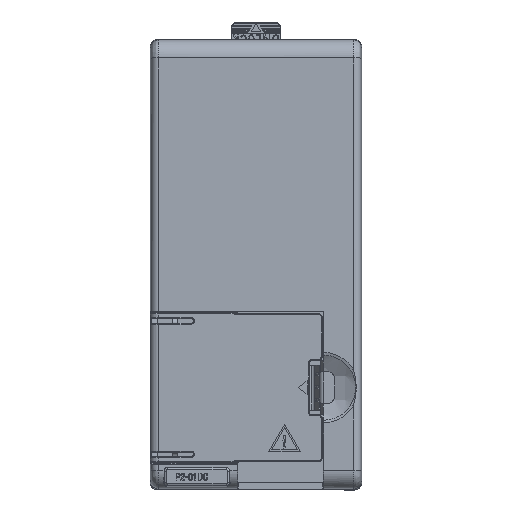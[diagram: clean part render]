
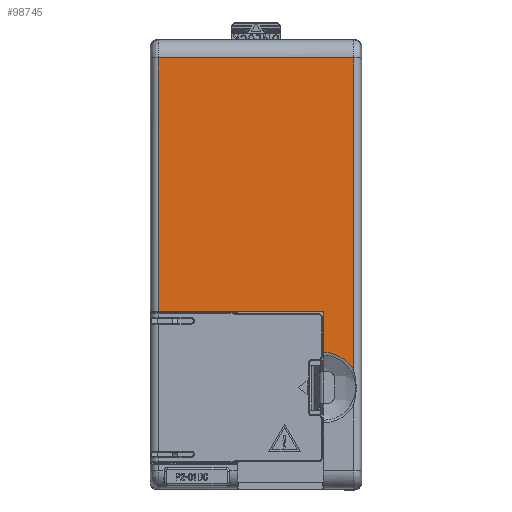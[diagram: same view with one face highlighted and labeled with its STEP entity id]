
A CAD part, top view. The second image highlights one B-rep face of the part: STEP entity #98745.
In plain terms, the highlighted planar face has unit normal (0, 0, 1).
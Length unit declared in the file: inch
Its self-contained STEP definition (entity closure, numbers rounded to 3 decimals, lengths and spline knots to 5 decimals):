
#579 = CARTESIAN_POINT ( 'NONE',  ( 0.83575, -1.59103, -0.00002 ) ) ;
#4088 = EDGE_CURVE ( 'NONE', #104972, #87680, #124801, .T. ) ;
#10386 = CARTESIAN_POINT ( 'NONE',  ( 0.83575, -1.59103, -0.00002 ) ) ;
#10808 = VERTEX_POINT ( 'NONE', #62687 ) ;
#11454 = CARTESIAN_POINT ( 'NONE',  ( 0.71334, -1.47021, -0.00002 ) ) ;
#11930 = CARTESIAN_POINT ( 'NONE',  ( 0.64414, -1.44295, -0.00002 ) ) ;
#12906 = CARTESIAN_POINT ( 'NONE',  ( 0.76512, -1.50507, -0.00002 ) ) ;
#13000 = PLANE ( 'NONE',  #81050 ) ;
#14096 = ORIENTED_EDGE ( 'NONE', *, *, #26817, .T. ) ;
#14384 = ORIENTED_EDGE ( 'NONE', *, *, #4088, .T. ) ;
#20399 = CARTESIAN_POINT ( 'NONE',  ( 0.5836, -1.43319, -0.00002 ) ) ;
#22370 = CARTESIAN_POINT ( 'NONE',  ( 0.77561, -1.51428, -0.00002 ) ) ;
#24904 = DIRECTION ( 'NONE',  ( 0., 1., 0. ) ) ;
#26817 = EDGE_CURVE ( 'NONE', #39729, #85377, #124652, .T. ) ;
#27177 = EDGE_CURVE ( 'NONE', #103407, #10808, #113863, .T. ) ;
#28327 = CARTESIAN_POINT ( 'NONE',  ( 0.62941, -1.07221, -0.00002 ) ) ;
#29125 = ORIENTED_EDGE ( 'NONE', *, *, #56739, .T. ) ;
#32278 = CARTESIAN_POINT ( 'NONE',  ( 0.63964, -1.44181, -0.00002 ) ) ;
#36312 = CARTESIAN_POINT ( 'NONE',  ( 0.57112, -1.07221, -0.00002 ) ) ;
#37778 = VECTOR ( 'NONE', #64379, 39.37008 ) ;
#39729 = VERTEX_POINT ( 'NONE', #36312 ) ;
#40356 = LINE ( 'NONE', #107570, #84762 ) ;
#41563 = EDGE_CURVE ( 'NONE', #85377, #104972, #43000, .T. ) ;
#43000 = B_SPLINE_CURVE_WITH_KNOTS ( 'NONE', 3,
 ( #54146, #20399, #111022, #43178, #88785, #32278, #55599, #91201, #11930, #136303, #57530, #68942, #57067, #11454, #101570, #58562, #91682, #68453, #12906, #22370, #114465, #46125, #579 ),
 .UNSPECIFIED., .F., .F.,
 ( 4, 1, 1, 1, 1, 2, 2, 1, 1, 1, 2, 2, 2, 2, 4 ),
 ( 0., 0.125, 0.1875, 0.21875, 0.23438, 0.24219, 0.25, 0.375, 0.4375, 0.46875, 0.48437, 0.5, 0.625, 0.75, 1. ),
 .UNSPECIFIED. ) ;
#43178 = CARTESIAN_POINT ( 'NONE',  ( 0.62364, -1.43824, -0.00002 ) ) ;
#46125 = CARTESIAN_POINT ( 'NONE',  ( 0.82182, -1.56616, -0.00002 ) ) ;
#49705 = DIRECTION ( 'NONE',  ( -1., 0., 0. ) ) ;
#54146 = CARTESIAN_POINT ( 'NONE',  ( 0.57112, -1.43299, -0.00002 ) ) ;
#55599 = CARTESIAN_POINT ( 'NONE',  ( 0.64192, -1.44238, -0.00002 ) ) ;
#56739 = EDGE_CURVE ( 'NONE', #10808, #39729, #96158, .T. ) ;
#57067 = CARTESIAN_POINT ( 'NONE',  ( 0.70892, -1.46782, -0.00002 ) ) ;
#57530 = CARTESIAN_POINT ( 'NONE',  ( 0.67715, -1.45298, -0.00002 ) ) ;
#58562 = CARTESIAN_POINT ( 'NONE',  ( 0.71767, -1.4726, -0.00002 ) ) ;
#58907 = CARTESIAN_POINT ( 'NONE',  ( 0.57112, -1.43299, -0.00002 ) ) ;
#60784 = CARTESIAN_POINT ( 'NONE',  ( -0.87615, -2.63204, -0.00004 ) ) ;
#61264 = DIRECTION ( 'NONE',  ( 0., -1., 0. ) ) ;
#62687 = CARTESIAN_POINT ( 'NONE',  ( -0.87615, -1.07221, -0.00002 ) ) ;
#64379 = DIRECTION ( 'NONE',  ( 0., -1., 0. ) ) ;
#66314 = EDGE_CURVE ( 'NONE', #87680, #103407, #40356, .T. ) ;
#68453 = CARTESIAN_POINT ( 'NONE',  ( 0.74305, -1.48818, -0.00002 ) ) ;
#68942 = CARTESIAN_POINT ( 'NONE',  ( 0.69849, -1.46252, -0.00002 ) ) ;
#75250 = VECTOR ( 'NONE', #135872, 39.37008 ) ;
#76990 = EDGE_LOOP ( 'NONE', ( #14096, #79651, #14384, #129775, #131751, #29125 ) ) ;
#79651 = ORIENTED_EDGE ( 'NONE', *, *, #41563, .T. ) ;
#81050 = AXIS2_PLACEMENT_3D ( 'NONE', #82389, #92762, #24904 ) ;
#82389 = CARTESIAN_POINT ( 'NONE',  ( 0.62941, -2.63204, -0.00004 ) ) ;
#84762 = VECTOR ( 'NONE', #49705, 39.37008 ) ;
#85377 = VERTEX_POINT ( 'NONE', #58907 ) ;
#87268 = VECTOR ( 'NONE', #97158, 39.37008 ) ;
#87680 = VERTEX_POINT ( 'NONE', #113140 ) ;
#88785 = CARTESIAN_POINT ( 'NONE',  ( 0.63432, -1.44054, -0.00002 ) ) ;
#91201 = CARTESIAN_POINT ( 'NONE',  ( 0.64344, -1.44277, -0.00002 ) ) ;
#91682 = CARTESIAN_POINT ( 'NONE',  ( 0.73142, -1.48046, -0.00002 ) ) ;
#92762 = DIRECTION ( 'NONE',  ( 0., 0., 1. ) ) ;
#96158 = LINE ( 'NONE', #28327, #87268 ) ;
#97158 = DIRECTION ( 'NONE',  ( 1., 0., 0. ) ) ;
#98181 = FACE_OUTER_BOUND ( 'NONE', #76990, .T. ) ;
#98745 = ADVANCED_FACE ( 'NONE', ( #98181 ), #13000, .T. ) ;
#101570 = CARTESIAN_POINT ( 'NONE',  ( 0.71628, -1.47182, -0.00002 ) ) ;
#101639 = CARTESIAN_POINT ( 'NONE',  ( 0.83575, -1.59103, -0.00002 ) ) ;
#103407 = VERTEX_POINT ( 'NONE', #117817 ) ;
#104972 = VERTEX_POINT ( 'NONE', #10386 ) ;
#107570 = CARTESIAN_POINT ( 'NONE',  ( 0.62941, 1.14482, 0.00002 ) ) ;
#111022 = CARTESIAN_POINT ( 'NONE',  ( 0.60218, -1.43461, -0.00002 ) ) ;
#113140 = CARTESIAN_POINT ( 'NONE',  ( 0.83575, 1.14482, 0.00002 ) ) ;
#113863 = LINE ( 'NONE', #60784, #142297 ) ;
#114465 = CARTESIAN_POINT ( 'NONE',  ( 0.80505, -1.54386, -0.00002 ) ) ;
#117817 = CARTESIAN_POINT ( 'NONE',  ( -0.87615, 1.14482, 0.00002 ) ) ;
#120758 = CARTESIAN_POINT ( 'NONE',  ( 0.57112, -2.63204, -0.00004 ) ) ;
#124652 = LINE ( 'NONE', #120758, #37778 ) ;
#124801 = LINE ( 'NONE', #101639, #75250 ) ;
#129775 = ORIENTED_EDGE ( 'NONE', *, *, #66314, .T. ) ;
#131751 = ORIENTED_EDGE ( 'NONE', *, *, #27177, .T. ) ;
#135872 = DIRECTION ( 'NONE',  ( 0., 1., 0. ) ) ;
#136303 = CARTESIAN_POINT ( 'NONE',  ( 0.65805, -1.44661, -0.00002 ) ) ;
#142297 = VECTOR ( 'NONE', #61264, 39.37008 ) ;
